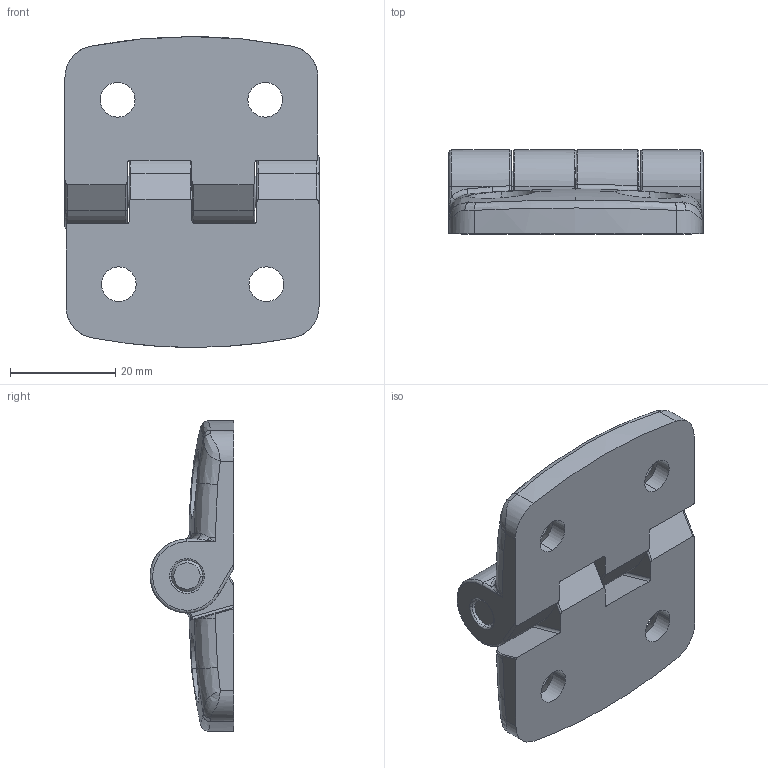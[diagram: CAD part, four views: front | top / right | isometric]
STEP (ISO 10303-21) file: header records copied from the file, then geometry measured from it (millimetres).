
FILE_DESCRIPTION (( 'STEP AP203' ), '1' );
FILE_NAME ('402600004_c_1.STEP', '2022-12-18T15:41:04', ( '' ), ( '' ), 'SwSTEP 2.0', 'SolidWorks 2014', '' );
FILE_SCHEMA (( 'CONFIG_CONTROL_DESIGN' ));
Length unit declared in the file: millimetre
Products named in the file (1): 402600004_c_1
Bounding box: 48.2 x 15.9 x 59 mm (x, y, z)
Volume: 21374.2 mm3; surface area: 10675.6 mm2
Topology: 3 solids, 3 shells, 190 faces, 488 edges, 289 vertices
Faces by surface type: bspline 90, cylinder 63, plane 25, cone 12
Entity records: 8880 total; most frequent: CARTESIAN_POINT 4929, ORIENTED_EDGE 952, DIRECTION 637, EDGE_CURVE 476, VERTEX_POINT 289, AXIS2_PLACEMENT_3D 260, EDGE_LOOP 203, ADVANCED_FACE 190
